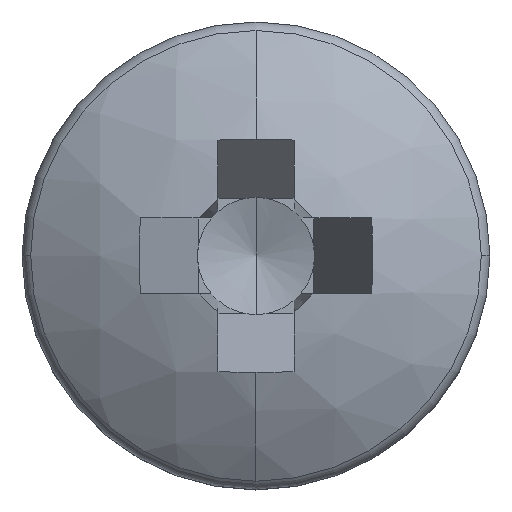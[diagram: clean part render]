
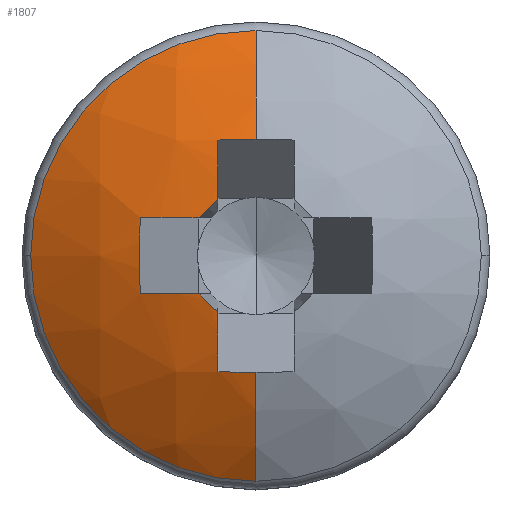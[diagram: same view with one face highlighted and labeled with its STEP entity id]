
A CAD part, top view. The second image highlights one B-rep face of the part: STEP entity #1807.
In plain terms, the highlighted spherical face has radius 6.5 mm.
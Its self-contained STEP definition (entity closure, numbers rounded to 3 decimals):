
#44 = CARTESIAN_POINT ( 'NONE',  ( 0., -1.994, -0.313 ) ) ;
#173 = CARTESIAN_POINT ( 'NONE',  ( 0., 3.853, -1.265 ) ) ;
#179 = AXIS2_PLACEMENT_3D ( 'NONE', #3411, #8540, #4148 ) ;
#333 = CARTESIAN_POINT ( 'NONE',  ( 0., 0., -1.265 ) ) ;
#344 = DIRECTION ( 'NONE',  ( 0., 0., 1. ) ) ;
#361 = DIRECTION ( 'NONE',  ( 1., 0., 0. ) ) ;
#593 = VERTEX_POINT ( 'NONE', #44 ) ;
#660 = VERTEX_POINT ( 'NONE', #173 ) ;
#756 = EDGE_CURVE ( 'NONE', #660, #1235, #9254, .T. ) ;
#763 = CARTESIAN_POINT ( 'NONE',  ( 0., -0.65, -6.5 ) ) ;
#794 = DIRECTION ( 'NONE',  ( 0., -1., 0. ) ) ;
#812 = DIRECTION ( 'NONE',  ( 1., 0., 0. ) ) ;
#927 = EDGE_CURVE ( 'NONE', #3142, #5334, #2309, .T. ) ;
#1154 = CARTESIAN_POINT ( 'NONE',  ( 0., 0., -6.5 ) ) ;
#1212 = CARTESIAN_POINT ( 'NONE',  ( 0., 0.87, -6.067 ) ) ;
#1219 = ORIENTED_EDGE ( 'NONE', *, *, #9065, .T. ) ;
#1235 = VERTEX_POINT ( 'NONE', #1804 ) ;
#1309 = AXIS2_PLACEMENT_3D ( 'NONE', #7747, #3370, #8495 ) ;
#1320 = CARTESIAN_POINT ( 'NONE',  ( -0.65, 1.979, -0.343 ) ) ;
#1410 = CIRCLE ( 'NONE', #6827, 6.427 ) ;
#1689 = VERTEX_POINT ( 'NONE', #2437 ) ;
#1745 = AXIS2_PLACEMENT_3D ( 'NONE', #2050, #7131, #2784 ) ;
#1804 = CARTESIAN_POINT ( 'NONE',  ( -3.853, 0., -1.265 ) ) ;
#1807 = ADVANCED_FACE ( 'NONE', ( #9469 ), #7999, .T. ) ;
#1812 = EDGE_LOOP ( 'NONE', ( #9323, #8651, #7479, #7137, #4061, #2914, #2243, #1219, #8041, #7342, #7063, #5307, #8542 ) ) ;
#1885 = DIRECTION ( 'NONE',  ( 0., 0., -1. ) ) ;
#1897 = EDGE_CURVE ( 'NONE', #3533, #8686, #4002, .T. ) ;
#1951 = DIRECTION ( 'NONE',  ( 0., 0.446, -0.895 ) ) ;
#2050 = CARTESIAN_POINT ( 'NONE',  ( 0., 0., -0.104 ) ) ;
#2226 = CIRCLE ( 'NONE', #1309, 1.156 ) ;
#2243 = ORIENTED_EDGE ( 'NONE', *, *, #927, .T. ) ;
#2266 = AXIS2_PLACEMENT_3D ( 'NONE', #2408, #7495, #3132 ) ;
#2309 = CIRCLE ( 'NONE', #3981, 6.467 ) ;
#2315 = DIRECTION ( 'NONE',  ( 0., 0.895, -0.446 ) ) ;
#2335 = CARTESIAN_POINT ( 'NONE',  ( -0.65, 0.956, -0.104 ) ) ;
#2395 = EDGE_CURVE ( 'NONE', #9232, #593, #8232, .T. ) ;
#2408 = CARTESIAN_POINT ( 'NONE',  ( 0., 0.65, -6.5 ) ) ;
#2437 = CARTESIAN_POINT ( 'NONE',  ( -0.956, 0.65, -0.104 ) ) ;
#2491 = CARTESIAN_POINT ( 'NONE',  ( 0., 0., -6.5 ) ) ;
#2624 = CARTESIAN_POINT ( 'NONE',  ( 0., 1.994, -0.313 ) ) ;
#2735 = DIRECTION ( 'NONE',  ( -1., 0., 0. ) ) ;
#2784 = DIRECTION ( 'NONE',  ( 0., 1., 0. ) ) ;
#2798 = DIRECTION ( 'NONE',  ( 0., 1., 0. ) ) ;
#2875 = CIRCLE ( 'NONE', #2266, 6.467 ) ;
#2914 = ORIENTED_EDGE ( 'NONE', *, *, #7581, .F. ) ;
#2998 = CARTESIAN_POINT ( 'NONE',  ( -0.65, 0., -6.5 ) ) ;
#3012 = DIRECTION ( 'NONE',  ( -1., 0., 0. ) ) ;
#3052 = DIRECTION ( 'NONE',  ( 0., -1., 0. ) ) ;
#3118 = CIRCLE ( 'NONE', #1745, 1.156 ) ;
#3132 = DIRECTION ( 'NONE',  ( -1., 0., 0. ) ) ;
#3142 = VERTEX_POINT ( 'NONE', #5985 ) ;
#3172 = AXIS2_PLACEMENT_3D ( 'NONE', #5072, #6107, #4299 ) ;
#3224 = CIRCLE ( 'NONE', #8244, 3.853 ) ;
#3303 = AXIS2_PLACEMENT_3D ( 'NONE', #2491, #2735, #2798 ) ;
#3318 = EDGE_CURVE ( 'NONE', #7610, #1689, #2875, .T. ) ;
#3344 = CIRCLE ( 'NONE', #8736, 6.427 ) ;
#3370 = DIRECTION ( 'NONE',  ( 0., 0., 1. ) ) ;
#3411 = CARTESIAN_POINT ( 'NONE',  ( -0.65, 0., -6.5 ) ) ;
#3533 = VERTEX_POINT ( 'NONE', #4655 ) ;
#3593 = AXIS2_PLACEMENT_3D ( 'NONE', #2998, #3012, #3052 ) ;
#3805 = CIRCLE ( 'NONE', #179, 6.467 ) ;
#3894 = CARTESIAN_POINT ( 'NONE',  ( 0.87, 0., -6.067 ) ) ;
#3913 = EDGE_CURVE ( 'NONE', #6144, #1689, #2226, .T. ) ;
#3981 = AXIS2_PLACEMENT_3D ( 'NONE', #763, #794, #812 ) ;
#4002 = CIRCLE ( 'NONE', #3593, 6.467 ) ;
#4061 = ORIENTED_EDGE ( 'NONE', *, *, #1897, .T. ) ;
#4134 = AXIS2_PLACEMENT_3D ( 'NONE', #333, #344, #361 ) ;
#4148 = DIRECTION ( 'NONE',  ( 0., -1., 0. ) ) ;
#4299 = DIRECTION ( 'NONE',  ( 0., -1., 0. ) ) ;
#4320 = CARTESIAN_POINT ( 'NONE',  ( 0., 0., -1.265 ) ) ;
#4613 = DIRECTION ( 'NONE',  ( -0.446, 0., 0.895 ) ) ;
#4655 = CARTESIAN_POINT ( 'NONE',  ( -0.65, -1.979, -0.343 ) ) ;
#5059 = DIRECTION ( 'NONE',  ( 1., 0., 0. ) ) ;
#5072 = CARTESIAN_POINT ( 'NONE',  ( 0., 0., -6.5 ) ) ;
#5307 = ORIENTED_EDGE ( 'NONE', *, *, #5557, .T. ) ;
#5334 = VERTEX_POINT ( 'NONE', #6979 ) ;
#5385 = EDGE_CURVE ( 'NONE', #6144, #7598, #3805, .T. ) ;
#5557 = EDGE_CURVE ( 'NONE', #7598, #9190, #3344, .T. ) ;
#5845 = AXIS2_PLACEMENT_3D ( 'NONE', #3894, #9009, #4613 ) ;
#5985 = CARTESIAN_POINT ( 'NONE',  ( -0.956, -0.65, -0.104 ) ) ;
#6107 = DIRECTION ( 'NONE',  ( -1., 0., 0. ) ) ;
#6144 = VERTEX_POINT ( 'NONE', #2335 ) ;
#6238 = DIRECTION ( 'NONE',  ( 1., 0., 0. ) ) ;
#6298 = DIRECTION ( 'NONE',  ( 0., -0.895, -0.446 ) ) ;
#6507 = CIRCLE ( 'NONE', #5845, 6.427 ) ;
#6651 = CARTESIAN_POINT ( 'NONE',  ( 0., -0.87, -6.067 ) ) ;
#6827 = AXIS2_PLACEMENT_3D ( 'NONE', #1212, #6298, #1951 ) ;
#6979 = CARTESIAN_POINT ( 'NONE',  ( -1.979, -0.65, -0.343 ) ) ;
#7063 = ORIENTED_EDGE ( 'NONE', *, *, #5385, .T. ) ;
#7131 = DIRECTION ( 'NONE',  ( 0., 0., 1. ) ) ;
#7137 = ORIENTED_EDGE ( 'NONE', *, *, #8817, .T. ) ;
#7201 = CIRCLE ( 'NONE', #8745, 6.5 ) ;
#7342 = ORIENTED_EDGE ( 'NONE', *, *, #3913, .F. ) ;
#7393 = DIRECTION ( 'NONE',  ( 0., 0.446, 0.895 ) ) ;
#7479 = ORIENTED_EDGE ( 'NONE', *, *, #2395, .T. ) ;
#7495 = DIRECTION ( 'NONE',  ( 0., 1., 0. ) ) ;
#7581 = EDGE_CURVE ( 'NONE', #3142, #8686, #3118, .T. ) ;
#7598 = VERTEX_POINT ( 'NONE', #1320 ) ;
#7610 = VERTEX_POINT ( 'NONE', #7881 ) ;
#7747 = CARTESIAN_POINT ( 'NONE',  ( 0., 0., -0.104 ) ) ;
#7881 = CARTESIAN_POINT ( 'NONE',  ( -1.979, 0.65, -0.343 ) ) ;
#7999 = SPHERICAL_SURFACE ( 'NONE', #3303, 6.5 ) ;
#8041 = ORIENTED_EDGE ( 'NONE', *, *, #3318, .T. ) ;
#8232 = CIRCLE ( 'NONE', #3172, 6.5 ) ;
#8244 = AXIS2_PLACEMENT_3D ( 'NONE', #4320, #9429, #5059 ) ;
#8255 = EDGE_CURVE ( 'NONE', #1235, #9232, #3224, .T. ) ;
#8495 = DIRECTION ( 'NONE',  ( 0., 1., 0. ) ) ;
#8540 = DIRECTION ( 'NONE',  ( -1., 0., 0. ) ) ;
#8542 = ORIENTED_EDGE ( 'NONE', *, *, #8751, .F. ) ;
#8651 = ORIENTED_EDGE ( 'NONE', *, *, #8255, .T. ) ;
#8652 = CARTESIAN_POINT ( 'NONE',  ( -0.65, -0.956, -0.104 ) ) ;
#8686 = VERTEX_POINT ( 'NONE', #8652 ) ;
#8736 = AXIS2_PLACEMENT_3D ( 'NONE', #6651, #2315, #7393 ) ;
#8745 = AXIS2_PLACEMENT_3D ( 'NONE', #1154, #6238, #1885 ) ;
#8751 = EDGE_CURVE ( 'NONE', #660, #9190, #7201, .T. ) ;
#8817 = EDGE_CURVE ( 'NONE', #593, #3533, #1410, .T. ) ;
#9009 = DIRECTION ( 'NONE',  ( -0.895, 0., -0.446 ) ) ;
#9065 = EDGE_CURVE ( 'NONE', #5334, #7610, #6507, .T. ) ;
#9190 = VERTEX_POINT ( 'NONE', #2624 ) ;
#9232 = VERTEX_POINT ( 'NONE', #9249 ) ;
#9249 = CARTESIAN_POINT ( 'NONE',  ( 0., -3.853, -1.265 ) ) ;
#9254 = CIRCLE ( 'NONE', #4134, 3.853 ) ;
#9323 = ORIENTED_EDGE ( 'NONE', *, *, #756, .T. ) ;
#9429 = DIRECTION ( 'NONE',  ( 0., 0., 1. ) ) ;
#9469 = FACE_OUTER_BOUND ( 'NONE', #1812, .T. ) ;
